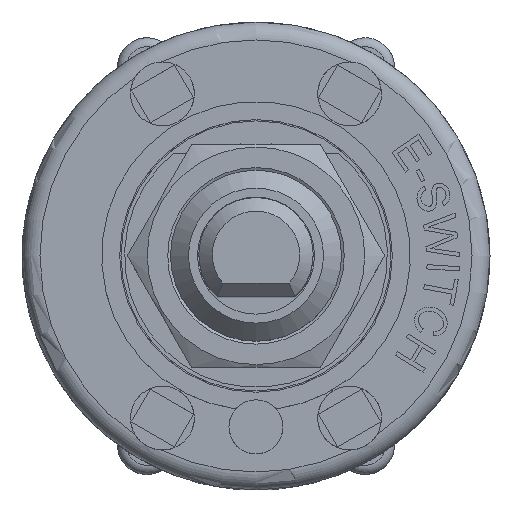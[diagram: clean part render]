
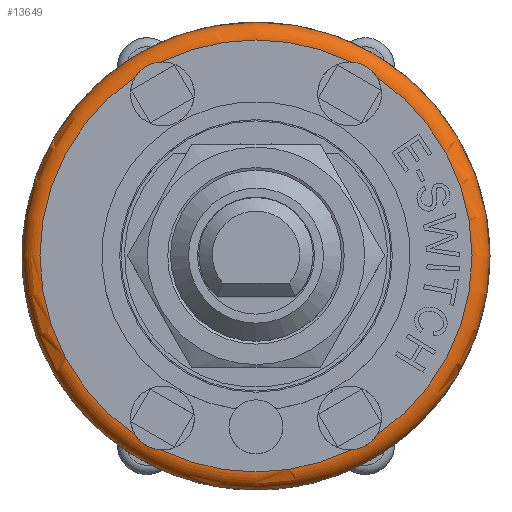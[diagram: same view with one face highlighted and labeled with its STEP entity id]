
A CAD part, top view. The second image highlights one B-rep face of the part: STEP entity #13649.
In plain terms, the highlighted toroidal (fillet/blend) face has major radius 12 mm and minor radius 1 mm.
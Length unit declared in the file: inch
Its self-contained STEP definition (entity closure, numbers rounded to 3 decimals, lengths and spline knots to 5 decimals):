
#26=TOROIDAL_SURFACE('',#14339,0.47244,0.03937);
#4487=FACE_OUTER_BOUND('',#5280,.T.);
#5280=EDGE_LOOP('',(#12748,#12749,#12750,#12751,#12752,#12753,#12754,#12755,
#12756,#12757,#12758,#12759));
#5651=B_SPLINE_CURVE_WITH_KNOTS('',3,(#23439,#23440,#23441,#23442,#23443,
#23444,#23445,#23446,#23447,#23448,#23449,#23450),.UNSPECIFIED.,.F.,.F.,
(4,2,2,2,2,4),(-0.26924,-0.24463,-0.21597,
-0.19207,-0.16451,-0.13568),.UNSPECIFIED.);
#5652=B_SPLINE_CURVE_WITH_KNOTS('',3,(#23461,#23462,#23463,#23464,#23465,
#23466,#23467,#23468,#23469,#23470,#23471,#23472),.UNSPECIFIED.,.F.,.F.,
(4,2,2,2,2,4),(-0.26924,-0.24463,-0.21597,
-0.19207,-0.16451,-0.13568),.UNSPECIFIED.);
#5653=B_SPLINE_CURVE_WITH_KNOTS('',3,(#23483,#23484,#23485,#23486,#23487,
#23488,#23489,#23490,#23491,#23492,#23493,#23494),.UNSPECIFIED.,.F.,.F.,
(4,2,2,2,2,4),(-0.26924,-0.24463,-0.21597,
-0.19207,-0.16451,-0.13568),.UNSPECIFIED.);
#5654=B_SPLINE_CURVE_WITH_KNOTS('',3,(#23505,#23506,#23507,#23508,#23509,
#23510,#23511,#23512,#23513,#23514,#23515,#23516),.UNSPECIFIED.,.F.,.F.,
(4,2,2,2,2,4),(-0.26924,-0.24463,-0.21597,
-0.19207,-0.16451,-0.13568),.UNSPECIFIED.);
#5748=CIRCLE('',#14281,0.51181);
#5764=CIRCLE('',#14340,0.03937);
#5765=CIRCLE('',#14341,0.47244);
#5766=CIRCLE('',#14342,0.47244);
#5767=CIRCLE('',#14343,0.47244);
#5768=CIRCLE('',#14344,0.47244);
#5769=CIRCLE('',#14345,0.47244);
#6980=VERTEX_POINT('',#23251);
#7035=VERTEX_POINT('',#23437);
#7036=VERTEX_POINT('',#23438);
#7039=VERTEX_POINT('',#23459);
#7040=VERTEX_POINT('',#23460);
#7043=VERTEX_POINT('',#23481);
#7044=VERTEX_POINT('',#23482);
#7047=VERTEX_POINT('',#23503);
#7048=VERTEX_POINT('',#23504);
#7051=VERTEX_POINT('',#23525);
#8882=EDGE_CURVE('',#6980,#6980,#5748,.T.);
#8978=EDGE_CURVE('',#7035,#7036,#5651,.T.);
#8983=EDGE_CURVE('',#7039,#7040,#5652,.T.);
#8988=EDGE_CURVE('',#7043,#7044,#5653,.T.);
#8993=EDGE_CURVE('',#7047,#7048,#5654,.T.);
#8998=EDGE_CURVE('',#6980,#7051,#5764,.T.);
#8999=EDGE_CURVE('',#7051,#7043,#5765,.T.);
#9000=EDGE_CURVE('',#7044,#7039,#5766,.T.);
#9001=EDGE_CURVE('',#7040,#7035,#5767,.T.);
#9002=EDGE_CURVE('',#7036,#7047,#5768,.T.);
#9003=EDGE_CURVE('',#7048,#7051,#5769,.T.);
#12748=ORIENTED_EDGE('',*,*,#8882,.T.);
#12749=ORIENTED_EDGE('',*,*,#8998,.T.);
#12750=ORIENTED_EDGE('',*,*,#8999,.T.);
#12751=ORIENTED_EDGE('',*,*,#8988,.T.);
#12752=ORIENTED_EDGE('',*,*,#9000,.T.);
#12753=ORIENTED_EDGE('',*,*,#8983,.T.);
#12754=ORIENTED_EDGE('',*,*,#9001,.T.);
#12755=ORIENTED_EDGE('',*,*,#8978,.T.);
#12756=ORIENTED_EDGE('',*,*,#9002,.T.);
#12757=ORIENTED_EDGE('',*,*,#8993,.T.);
#12758=ORIENTED_EDGE('',*,*,#9003,.T.);
#12759=ORIENTED_EDGE('',*,*,#8998,.F.);
#13649=ADVANCED_FACE('',(#4487),#26,.T.);
#14281=AXIS2_PLACEMENT_3D('',#23252,#16935,#16936);
#14339=AXIS2_PLACEMENT_3D('',#23524,#17147,#17148);
#14340=AXIS2_PLACEMENT_3D('',#23526,#17149,#17150);
#14341=AXIS2_PLACEMENT_3D('',#23527,#17151,#17152);
#14342=AXIS2_PLACEMENT_3D('',#23528,#17153,#17154);
#14343=AXIS2_PLACEMENT_3D('',#23529,#17155,#17156);
#14344=AXIS2_PLACEMENT_3D('',#23530,#17157,#17158);
#14345=AXIS2_PLACEMENT_3D('',#23531,#17159,#17160);
#16935=DIRECTION('center_axis',(0.,0.,1.));
#16936=DIRECTION('ref_axis',(-1.,0.,0.));
#17147=DIRECTION('center_axis',(0.,0.,-1.));
#17148=DIRECTION('ref_axis',(-1.,0.,0.));
#17149=DIRECTION('center_axis',(0.,-1.,0.));
#17150=DIRECTION('ref_axis',(1.,0.,0.));
#17151=DIRECTION('center_axis',(0.,0.,-1.));
#17152=DIRECTION('ref_axis',(-1.,0.,0.));
#17153=DIRECTION('center_axis',(0.,0.,-1.));
#17154=DIRECTION('ref_axis',(-1.,0.,0.));
#17155=DIRECTION('center_axis',(0.,0.,-1.));
#17156=DIRECTION('ref_axis',(-1.,0.,0.));
#17157=DIRECTION('center_axis',(0.,0.,-1.));
#17158=DIRECTION('ref_axis',(-1.,0.,0.));
#17159=DIRECTION('center_axis',(0.,0.,-1.));
#17160=DIRECTION('ref_axis',(-1.,0.,0.));
#23251=CARTESIAN_POINT('',(0.51181,0.,0.3622));
#23252=CARTESIAN_POINT('Origin',(0.,0.,0.3622));
#23437=CARTESIAN_POINT('',(-0.26379,0.39194,0.40157));
#23438=CARTESIAN_POINT('',(-0.20753,0.42442,0.40157));
#23439=CARTESIAN_POINT('Ctrl Pts',(-0.26379,0.39194,
0.40157));
#23440=CARTESIAN_POINT('Ctrl Pts',(-0.26165,0.39532,
0.40157));
#23441=CARTESIAN_POINT('Ctrl Pts',(-0.25918,0.39859,
0.40148));
#23442=CARTESIAN_POINT('Ctrl Pts',(-0.25306,0.40529,
0.40123));
#23443=CARTESIAN_POINT('Ctrl Pts',(-0.2494,0.40855,
0.40109));
#23444=CARTESIAN_POINT('Ctrl Pts',(-0.24211,0.41377,
0.40096));
#23445=CARTESIAN_POINT('Ctrl Pts',(-0.2386,0.41585,
0.40095));
#23446=CARTESIAN_POINT('Ctrl Pts',(-0.23069,0.41964,
0.40105));
#23447=CARTESIAN_POINT('Ctrl Pts',(-0.22626,0.42124,
0.40118));
#23448=CARTESIAN_POINT('Ctrl Pts',(-0.21694,0.42357,
0.40144));
#23449=CARTESIAN_POINT('Ctrl Pts',(-0.21219,0.42423,
0.40157));
#23450=CARTESIAN_POINT('Ctrl Pts',(-0.20753,0.42442,
0.40157));
#23459=CARTESIAN_POINT('',(-0.20753,-0.42442,0.40157));
#23460=CARTESIAN_POINT('',(-0.26379,-0.39194,0.40157));
#23461=CARTESIAN_POINT('Ctrl Pts',(-0.20753,-0.42442,
0.40157));
#23462=CARTESIAN_POINT('Ctrl Pts',(-0.21153,-0.42426,
0.40157));
#23463=CARTESIAN_POINT('Ctrl Pts',(-0.2156,-0.42375,
0.40148));
#23464=CARTESIAN_POINT('Ctrl Pts',(-0.22446,-0.42181,
0.40123));
#23465=CARTESIAN_POINT('Ctrl Pts',(-0.22911,-0.42026,
0.40109));
#23466=CARTESIAN_POINT('Ctrl Pts',(-0.23728,-0.41656,
0.40096));
#23467=CARTESIAN_POINT('Ctrl Pts',(-0.24084,-0.41456,
0.40095));
#23468=CARTESIAN_POINT('Ctrl Pts',(-0.24808,-0.4096,
0.40105));
#23469=CARTESIAN_POINT('Ctrl Pts',(-0.25168,-0.40656,
0.40118));
#23470=CARTESIAN_POINT('Ctrl Pts',(-0.25836,-0.39966,
0.40144));
#23471=CARTESIAN_POINT('Ctrl Pts',(-0.2613,-0.39588,
0.40157));
#23472=CARTESIAN_POINT('Ctrl Pts',(-0.26379,-0.39194,
0.40157));
#23481=CARTESIAN_POINT('',(0.26379,-0.39194,0.40157));
#23482=CARTESIAN_POINT('',(0.20753,-0.42442,0.40157));
#23483=CARTESIAN_POINT('Ctrl Pts',(0.26379,-0.39194,
0.40157));
#23484=CARTESIAN_POINT('Ctrl Pts',(0.26165,-0.39532,
0.40157));
#23485=CARTESIAN_POINT('Ctrl Pts',(0.25918,-0.39859,
0.40148));
#23486=CARTESIAN_POINT('Ctrl Pts',(0.25306,-0.40529,
0.40123));
#23487=CARTESIAN_POINT('Ctrl Pts',(0.2494,-0.40855,
0.40109));
#23488=CARTESIAN_POINT('Ctrl Pts',(0.24211,-0.41377,
0.40096));
#23489=CARTESIAN_POINT('Ctrl Pts',(0.2386,-0.41585,
0.40095));
#23490=CARTESIAN_POINT('Ctrl Pts',(0.23069,-0.41964,
0.40105));
#23491=CARTESIAN_POINT('Ctrl Pts',(0.22626,-0.42124,
0.40118));
#23492=CARTESIAN_POINT('Ctrl Pts',(0.21694,-0.42357,
0.40144));
#23493=CARTESIAN_POINT('Ctrl Pts',(0.21219,-0.42423,
0.40157));
#23494=CARTESIAN_POINT('Ctrl Pts',(0.20753,-0.42442,
0.40157));
#23503=CARTESIAN_POINT('',(0.20753,0.42442,0.40157));
#23504=CARTESIAN_POINT('',(0.26379,0.39194,0.40157));
#23505=CARTESIAN_POINT('Ctrl Pts',(0.20753,0.42442,0.40157));
#23506=CARTESIAN_POINT('Ctrl Pts',(0.21153,0.42426,
0.40157));
#23507=CARTESIAN_POINT('Ctrl Pts',(0.2156,0.42375,
0.40148));
#23508=CARTESIAN_POINT('Ctrl Pts',(0.22446,0.42181,0.40123));
#23509=CARTESIAN_POINT('Ctrl Pts',(0.22911,0.42026,
0.40109));
#23510=CARTESIAN_POINT('Ctrl Pts',(0.23728,0.41656,0.40096));
#23511=CARTESIAN_POINT('Ctrl Pts',(0.24084,0.41456,0.40095));
#23512=CARTESIAN_POINT('Ctrl Pts',(0.24808,0.4096,
0.40105));
#23513=CARTESIAN_POINT('Ctrl Pts',(0.25168,0.40656,
0.40118));
#23514=CARTESIAN_POINT('Ctrl Pts',(0.25836,0.39966,
0.40144));
#23515=CARTESIAN_POINT('Ctrl Pts',(0.2613,0.39588,
0.40157));
#23516=CARTESIAN_POINT('Ctrl Pts',(0.26379,0.39194,
0.40157));
#23524=CARTESIAN_POINT('Origin',(0.,0.,0.3622));
#23525=CARTESIAN_POINT('',(0.47244,0.,0.40157));
#23526=CARTESIAN_POINT('Origin',(0.47244,0.,
0.3622));
#23527=CARTESIAN_POINT('Origin',(0.,0.,0.40157));
#23528=CARTESIAN_POINT('Origin',(0.,0.,0.40157));
#23529=CARTESIAN_POINT('Origin',(0.,0.,0.40157));
#23530=CARTESIAN_POINT('Origin',(0.,0.,0.40157));
#23531=CARTESIAN_POINT('Origin',(0.,0.,0.40157));
